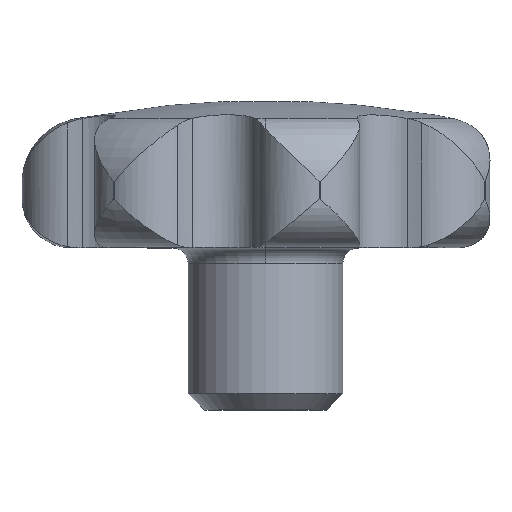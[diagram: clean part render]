
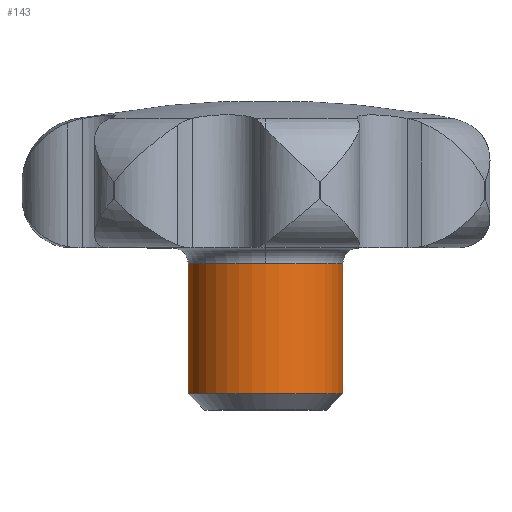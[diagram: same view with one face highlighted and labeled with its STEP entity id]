
A CAD part, top view. The second image highlights one B-rep face of the part: STEP entity #143.
In plain terms, the highlighted cylindrical face has radius 10 mm (diameter 20 mm), a partial arc.
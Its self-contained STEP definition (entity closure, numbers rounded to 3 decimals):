
#143 = ADVANCED_FACE( '', ( #285 ), #286, .T. );
#285 = FACE_OUTER_BOUND( '', #430, .T. );
#286 = CYLINDRICAL_SURFACE( '', #431, 10. );
#430 = EDGE_LOOP( '', ( #1003, #1004, #1005, #1006, #1007 ) );
#431 = AXIS2_PLACEMENT_3D( '', #1008, #1009, #1010 );
#1003 = ORIENTED_EDGE( '', *, *, #1061, .T. );
#1004 = ORIENTED_EDGE( '', *, *, #1256, .F. );
#1005 = ORIENTED_EDGE( '', *, *, #1058, .F. );
#1006 = ORIENTED_EDGE( '', *, *, #1063, .T. );
#1007 = ORIENTED_EDGE( '', *, *, #1255, .T. );
#1008 = CARTESIAN_POINT( '', ( 0., 10.5, 0. ) );
#1009 = DIRECTION( '', ( 0., -1., 0. ) );
#1010 = DIRECTION( '', ( 1., 0., 0. ) );
#1058 = EDGE_CURVE( '', #1262, #1264, #1265, .T. );
#1061 = EDGE_CURVE( '', #1269, #1270, #1271, .T. );
#1063 = EDGE_CURVE( '', #1262, #1272, #1274, .T. );
#1255 = EDGE_CURVE( '', #1272, #1269, #1592, .T. );
#1256 = EDGE_CURVE( '', #1264, #1270, #1593, .T. );
#1262 = VERTEX_POINT( '', #1600 );
#1264 = VERTEX_POINT( '', #1602 );
#1265 = CIRCLE( '', #1603, 10. );
#1269 = VERTEX_POINT( '', #1607 );
#1270 = VERTEX_POINT( '', #1608 );
#1271 = LINE( '', #1609, #1610 );
#1272 = VERTEX_POINT( '', #1611 );
#1274 = LINE( '', #1613, #1614 );
#1592 = CIRCLE( '', #2821, 10. );
#1593 = CIRCLE( '', #2822, 10. );
#1600 = CARTESIAN_POINT( '', ( -10., 18.9, 0. ) );
#1602 = CARTESIAN_POINT( '', ( 0., 18.9, 10. ) );
#1603 = AXIS2_PLACEMENT_3D( '', #2832, #2833, #2834 );
#1607 = CARTESIAN_POINT( '', ( 10., 2.1, 0. ) );
#1608 = CARTESIAN_POINT( '', ( 10., 18.9, 0. ) );
#1609 = CARTESIAN_POINT( '', ( 10., 10.5, 0. ) );
#1610 = VECTOR( '', #2841, 1. );
#1611 = CARTESIAN_POINT( '', ( -10., 2.1, 0. ) );
#1613 = CARTESIAN_POINT( '', ( -10., 10.5, 0. ) );
#1614 = VECTOR( '', #2845, 1. );
#2821 = AXIS2_PLACEMENT_3D( '', #3084, #3085, #3086 );
#2822 = AXIS2_PLACEMENT_3D( '', #3087, #3088, #3089 );
#2832 = CARTESIAN_POINT( '', ( 0., 18.9, 0. ) );
#2833 = DIRECTION( '', ( 0., 1., 0. ) );
#2834 = DIRECTION( '', ( 1., 0., 0. ) );
#2841 = DIRECTION( '', ( 0., 1., 0. ) );
#2845 = DIRECTION( '', ( 0., -1., 0. ) );
#3084 = CARTESIAN_POINT( '', ( 0., 2.1, 0. ) );
#3085 = DIRECTION( '', ( 0., 1., 0. ) );
#3086 = DIRECTION( '', ( 1., 0., 0. ) );
#3087 = CARTESIAN_POINT( '', ( 0., 18.9, 0. ) );
#3088 = DIRECTION( '', ( 0., 1., 0. ) );
#3089 = DIRECTION( '', ( 1., 0., 0. ) );
